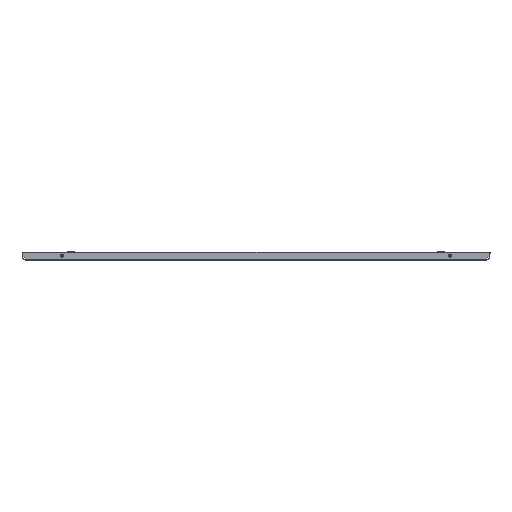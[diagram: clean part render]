
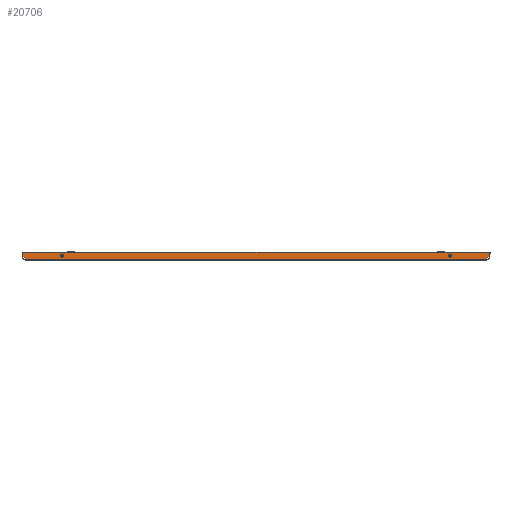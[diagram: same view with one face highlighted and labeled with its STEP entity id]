
A CAD part, front view. The second image highlights one B-rep face of the part: STEP entity #20706.
In plain terms, the highlighted planar face has unit normal (0, -1, 0).
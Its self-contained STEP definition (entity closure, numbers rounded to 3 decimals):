
#11827 = DIRECTION ( 'NONE',  ( 0., 0., 1. ) ) ;
#11828 = DIRECTION ( 'NONE',  ( 0., 1., 0. ) ) ;
#11829 = PLANE ( 'NONE',  #15149 ) ;
#11830 = CARTESIAN_POINT ( 'NONE',  ( -595.5, -1077.5, 20. ) ) ;
#12348 = DIRECTION ( 'NONE',  ( 0., 0., 1. ) ) ;
#12349 = DIRECTION ( 'NONE',  ( 0., -1., 0. ) ) ;
#12356 = DIRECTION ( 'NONE',  ( 0., 0., 1. ) ) ;
#12363 = DIRECTION ( 'NONE',  ( 0., 1., 0. ) ) ;
#12391 = DIRECTION ( 'NONE',  ( -0.707, 0., -0.707 ) ) ;
#12394 = CARTESIAN_POINT ( 'NONE',  ( 5.953, -1077.5, -580.996 ) ) ;
#12399 = CARTESIAN_POINT ( 'NONE',  ( 495.5, -1077.5, 11. ) ) ;
#12411 = CARTESIAN_POINT ( 'NONE',  ( -495.5, -1077.5, 11. ) ) ;
#12415 = DIRECTION ( 'NONE',  ( 0., 0., 1. ) ) ;
#12423 = CARTESIAN_POINT ( 'NONE',  ( -595.4, -1077.5, 1.51 ) ) ;
#12429 = DIRECTION ( 'NONE',  ( 0.707, 0., -0.707 ) ) ;
#12436 = DIRECTION ( 'NONE',  ( -1., 0., 0. ) ) ;
#12442 = CARTESIAN_POINT ( 'NONE',  ( -595.5, -1077.5, 1.51 ) ) ;
#12443 = CARTESIAN_POINT ( 'NONE',  ( -601., -1077.5, 14.504 ) ) ;
#12475 = DIRECTION ( 'NONE',  ( 0., 0., 1. ) ) ;
#12480 = CARTESIAN_POINT ( 'NONE',  ( 595.4, -1077.5, 1.51 ) ) ;
#12512 = DIRECTION ( 'NONE',  ( -1., 0., 0. ) ) ;
#12517 = CARTESIAN_POINT ( 'NONE',  ( -595.5, -1077.5, 20. ) ) ;
#13290 = DIRECTION ( 'NONE',  ( 0., 0., 1. ) ) ;
#13292 = DIRECTION ( 'NONE',  ( 0., 1., 0. ) ) ;
#13295 = CARTESIAN_POINT ( 'NONE',  ( 495.5, -1077.5, 11. ) ) ;
#13399 = DIRECTION ( 'NONE',  ( 0., 0., 1. ) ) ;
#13400 = DIRECTION ( 'NONE',  ( 0., -1., 0. ) ) ;
#13419 = CARTESIAN_POINT ( 'NONE',  ( -495.5, -1077.5, 11. ) ) ;
#15035 = AXIS2_PLACEMENT_3D ( 'NONE', #13419, #13400, #13399 ) ;
#15149 = AXIS2_PLACEMENT_3D ( 'NONE', #11830, #11828, #11827 ) ;
#15324 = CIRCLE ( 'NONE', #15462, 4. ) ;
#15338 = AXIS2_PLACEMENT_3D ( 'NONE', #12399, #12363, #12356 ) ;
#15347 = AXIS2_PLACEMENT_3D ( 'NONE', #12411, #12349, #12348 ) ;
#15462 = AXIS2_PLACEMENT_3D ( 'NONE', #13295, #13292, #13290 ) ;
#15578 = CARTESIAN_POINT ( 'NONE',  ( 595.4, -1077.5, 8.9 ) ) ;
#15592 = CARTESIAN_POINT ( 'NONE',  ( 588.016, -1077.5, 1.51 ) ) ;
#15597 = CARTESIAN_POINT ( 'NONE',  ( 595.4, -1077.5, 20. ) ) ;
#15599 = CARTESIAN_POINT ( 'NONE',  ( -595.4, -1077.5, 8.9 ) ) ;
#15600 = CARTESIAN_POINT ( 'NONE',  ( -595.4, -1077.5, 20. ) ) ;
#15605 = CARTESIAN_POINT ( 'NONE',  ( -588.016, -1077.5, 1.51 ) ) ;
#15943 = CARTESIAN_POINT ( 'NONE',  ( -495.5, -1077.5, 15. ) ) ;
#15952 = CARTESIAN_POINT ( 'NONE',  ( 495.5, -1077.5, 15. ) ) ;
#15969 = CARTESIAN_POINT ( 'NONE',  ( -495.5, -1077.5, 7. ) ) ;
#15984 = CARTESIAN_POINT ( 'NONE',  ( 495.5, -1077.5, 7. ) ) ;
#17933 = VERTEX_POINT ( 'NONE', #15984 ) ;
#17954 = VERTEX_POINT ( 'NONE', #15969 ) ;
#17982 = VERTEX_POINT ( 'NONE', #15952 ) ;
#17996 = VERTEX_POINT ( 'NONE', #15943 ) ;
#18548 = VERTEX_POINT ( 'NONE', #15605 ) ;
#18554 = VERTEX_POINT ( 'NONE', #15600 ) ;
#18555 = VERTEX_POINT ( 'NONE', #15599 ) ;
#18557 = VERTEX_POINT ( 'NONE', #15597 ) ;
#18562 = VERTEX_POINT ( 'NONE', #15592 ) ;
#18576 = VERTEX_POINT ( 'NONE', #15578 ) ;
#19001 = EDGE_CURVE ( 'NONE', #17996, #17954, #29457, .T. ) ;
#20462 = EDGE_CURVE ( 'NONE', #17933, #17982, #15324, .T. ) ;
#20547 = EDGE_CURVE ( 'NONE', #18557, #18554, #27439, .T. ) ;
#20550 = EDGE_CURVE ( 'NONE', #18576, #18557, #27436, .T. ) ;
#20552 = EDGE_CURVE ( 'NONE', #18562, #18548, #27437, .T. ) ;
#20553 = EDGE_CURVE ( 'NONE', #18555, #18548, #27460, .T. ) ;
#20554 = EDGE_CURVE ( 'NONE', #18555, #18554, #27427, .T. ) ;
#20556 = EDGE_CURVE ( 'NONE', #18576, #18562, #27431, .T. ) ;
#20558 = EDGE_CURVE ( 'NONE', #17982, #17933, #27420, .T. ) ;
#20559 = EDGE_CURVE ( 'NONE', #17954, #17996, #27418, .T. ) ;
#20706 = ADVANCED_FACE ( 'NONE', ( #27251, #27242, #27240 ), #11829, .F. ) ;
#22209 = ORIENTED_EDGE ( 'NONE', *, *, #20554, .F. ) ;
#22210 = ORIENTED_EDGE ( 'NONE', *, *, #20553, .T. ) ;
#22211 = ORIENTED_EDGE ( 'NONE', *, *, #20552, .F. ) ;
#22212 = ORIENTED_EDGE ( 'NONE', *, *, #20556, .F. ) ;
#22213 = ORIENTED_EDGE ( 'NONE', *, *, #20550, .T. ) ;
#22215 = ORIENTED_EDGE ( 'NONE', *, *, #20547, .T. ) ;
#22217 = ORIENTED_EDGE ( 'NONE', *, *, #20558, .T. ) ;
#22218 = ORIENTED_EDGE ( 'NONE', *, *, #20559, .F. ) ;
#22219 = ORIENTED_EDGE ( 'NONE', *, *, #19001, .F. ) ;
#22224 = ORIENTED_EDGE ( 'NONE', *, *, #20462, .T. ) ;
#27240 = FACE_BOUND ( 'NONE', #32801, .T. ) ;
#27242 = FACE_BOUND ( 'NONE', #32794, .T. ) ;
#27251 = FACE_OUTER_BOUND ( 'NONE', #32769, .T. ) ;
#27418 = CIRCLE ( 'NONE', #15347, 4. ) ;
#27420 = CIRCLE ( 'NONE', #15338, 4. ) ;
#27426 = VECTOR ( 'NONE', #12415, 1000. ) ;
#27427 = LINE ( 'NONE', #12423, #27426 ) ;
#27429 = VECTOR ( 'NONE', #12429, 1000. ) ;
#27430 = VECTOR ( 'NONE', #12391, 1000. ) ;
#27431 = LINE ( 'NONE', #12394, #27430 ) ;
#27433 = VECTOR ( 'NONE', #12436, 1000. ) ;
#27435 = VECTOR ( 'NONE', #12475, 1000. ) ;
#27436 = LINE ( 'NONE', #12480, #27435 ) ;
#27437 = LINE ( 'NONE', #12442, #27433 ) ;
#27438 = VECTOR ( 'NONE', #12512, 1000. ) ;
#27439 = LINE ( 'NONE', #12517, #27438 ) ;
#27460 = LINE ( 'NONE', #12443, #27429 ) ;
#29457 = CIRCLE ( 'NONE', #15035, 4. ) ;
#32769 = EDGE_LOOP ( 'NONE', ( #22209, #22210, #22211, #22212, #22213, #22215 ) ) ;
#32794 = EDGE_LOOP ( 'NONE', ( #22217, #22224 ) ) ;
#32801 = EDGE_LOOP ( 'NONE', ( #22219, #22218 ) ) ;
